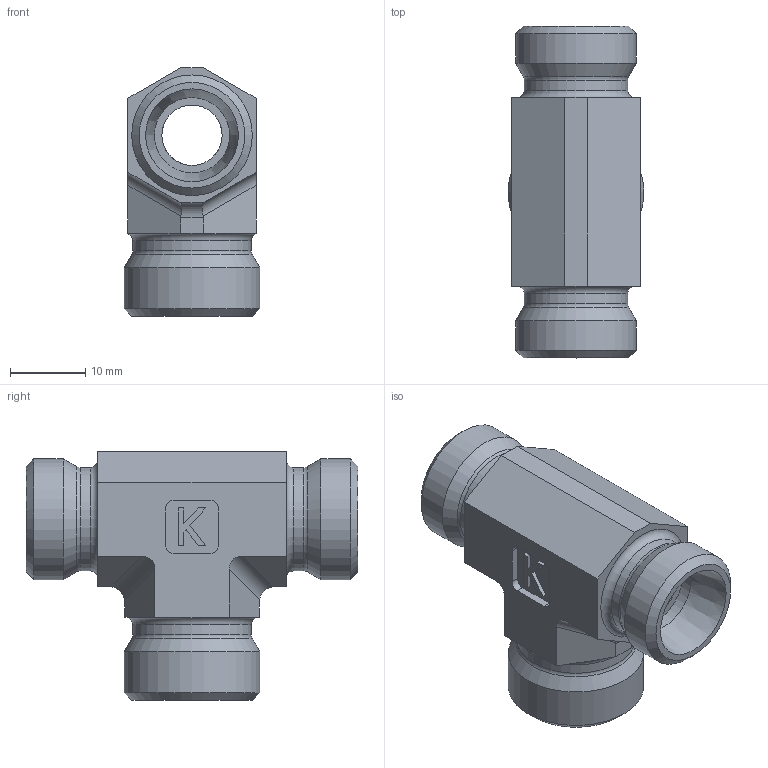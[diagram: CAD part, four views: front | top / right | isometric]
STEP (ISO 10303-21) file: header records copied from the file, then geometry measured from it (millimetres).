
FILE_DESCRIPTION((''),'2;1');
FILE_NAME('374101012.stp','2014-08-13T15:45:58',(''),('KNOMI spol. s r. o.'),'Autodesk Inventor 2012','Autodesk Inventor 2012','');
FILE_SCHEMA(('AUTOMOTIVE_DESIGN { 1 2 10303 214 0 1 1 1 }'));
Length unit declared in the file: millimetre
Products named in the file (1): TS2 10/10/12L M16/M16/M18 53.448
Bounding box: 18 x 44 x 32.95 mm (x, y, z)
Volume: 8650.9 mm3; surface area: 5476.3 mm2
Topology: 1 solids, 1 shells, 87 faces, 227 edges, 148 vertices
Faces by surface type: plane 49, cylinder 21, cone 11, torus 6
Full cylindrical faces by diameter (mm): 8 x1, 10 x3, 12 x1, 13.7 x2, 15.7 x1, 16 x2, 18 x1
Entity records: 2572 total; most frequent: CARTESIAN_POINT 538, DIRECTION 418, ORIENTED_EDGE 380, EDGE_CURVE 190, AXIS2_PLACEMENT_3D 152, VERTEX_POINT 138, EDGE_LOOP 124, VECTOR 114
